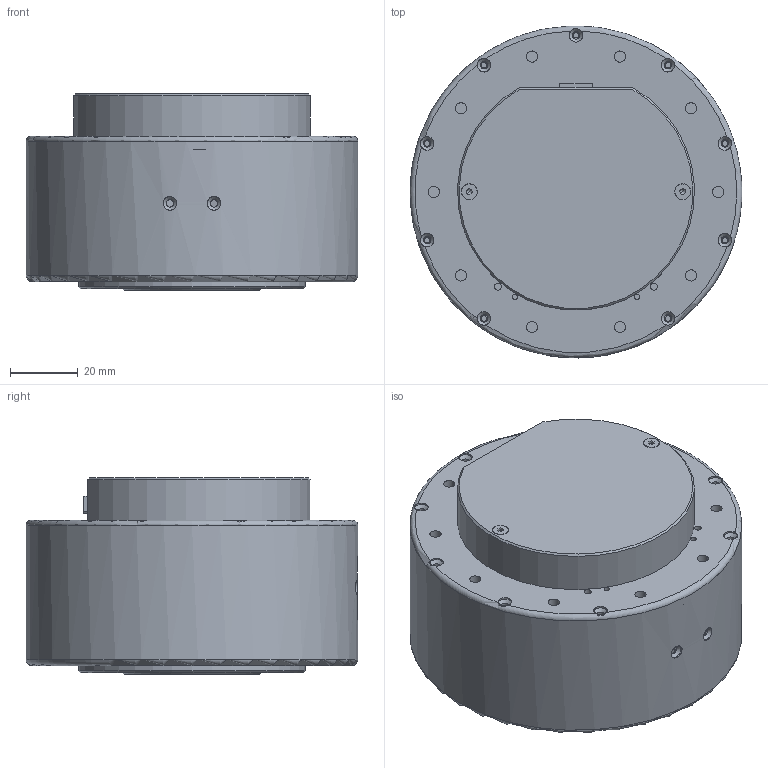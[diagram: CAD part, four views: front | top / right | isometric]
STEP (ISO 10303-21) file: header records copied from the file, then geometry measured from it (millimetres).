
FILE_DESCRIPTION(/* description */ (''),/* implementation_level */ '2;1');
FILE_NAME(/* name */ 'RMD-X8 -S2 - 行星.stp',/* time_stamp */ '2022-01-17T22:20:09+08:00',/* author */ (''),/* organization */ (''),/* preprocessor_version */ 'ST-DEVELOPER v16.7',/* originating_system */ 'SIEMENS PLM Software NX 12.0',/* authorisation */ '');
FILE_SCHEMA (('AUTOMOTIVE_DESIGN { 1 0 10303 214 3 1 1 1 }'));
Length unit declared in the file: millimetre
Products named in the file (1): Admi3A2C2274uygw
Bounding box: 98 x 97.96 x 58.1 mm (x, y, z)
Volume: 101184.1 mm3; surface area: 83175.3 mm2
Topology: 9 solids, 9 shells, 1147 faces, 2880 edges, 1797 vertices
Faces by surface type: plane 546, cylinder 428, cone 60, torus 59, bspline 34, sphere 20
Full cylindrical faces by diameter (mm): 1.5 x3, 1.6 x4, 1.65 x4, 2.05 x8, 2.2 x15, 2.6 x6, 3 x1, 3.3 x12, 4 x9, 6 x6, 12 x2, 28 x1, 40 x1, 41 x1, 42 x1, 47 x1, 67 x1, 98 x1
Entity records: 39900 total; most frequent: CARTESIAN_POINT 7251, DIRECTION 5888, ORIENTED_EDGE 5478, EDGE_CURVE 2739, AXIS2_PLACEMENT_3D 2166, VERTEX_POINT 1772, LINE 1556, VECTOR 1556
